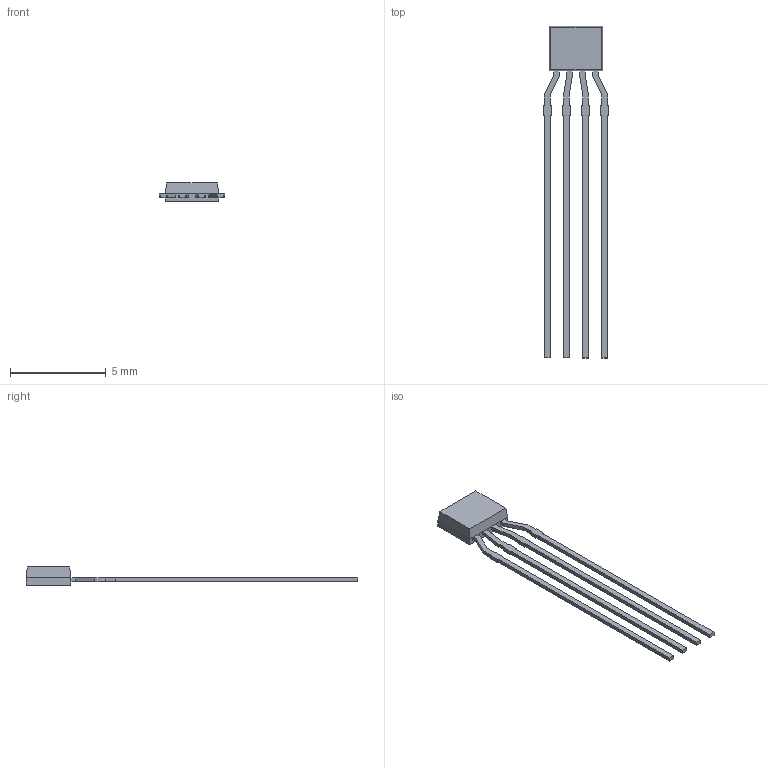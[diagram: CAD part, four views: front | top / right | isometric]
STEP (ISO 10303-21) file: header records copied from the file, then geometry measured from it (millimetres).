
FILE_DESCRIPTION (( 'STEP AP203' ), '1' );
FILE_NAME ('MW900-3D.STEP', '2024-10-09T05:07:19', ( 'a' ), ( '' ), 'SwSTEP 2.0', 'SolidWorks 2023', '' );
FILE_SCHEMA (( 'CONFIG_CONTROL_DESIGN' ));
Length unit declared in the file: millimetre
Products named in the file (1): MW900-3D
Bounding box: 3.4 x 17.35 x 0.95 mm (x, y, z)
Volume: 9.7 mm3; surface area: 82.8 mm2
Topology: 1 solids, 1 shells, 78 faces, 216 edges, 140 vertices
Faces by surface type: plane 78
Entity records: 2501 total; most frequent: CARTESIAN_POINT 435, ORIENTED_EDGE 432, DIRECTION 374, VECTOR 216, EDGE_CURVE 216, LINE 216, VERTEX_POINT 140, AXIS2_PLACEMENT_3D 79
